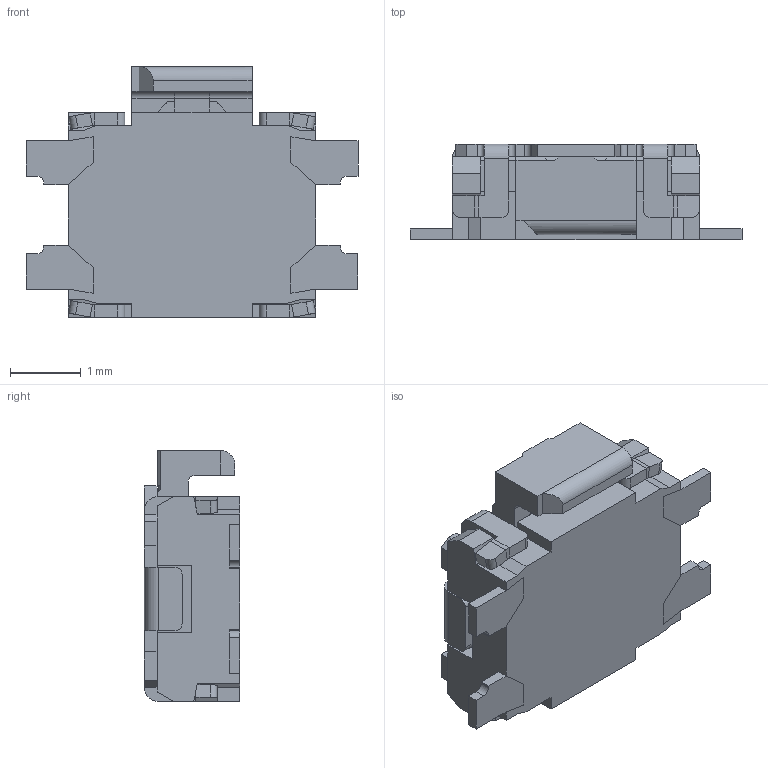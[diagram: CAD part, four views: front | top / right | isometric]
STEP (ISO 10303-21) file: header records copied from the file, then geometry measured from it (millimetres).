
FILE_DESCRIPTION (( 'STEP AP214' ), '1' );
FILE_NAME ('EVQ-P7J01P.STEP', '2021-01-03T21:30:38', ( '' ), ( '' ), 'SwSTEP 2.0', 'SolidWorks 2017', '' );
FILE_SCHEMA (( 'AUTOMOTIVE_DESIGN' ));
Length unit declared in the file: millimetre
Products named in the file (2): EVQ-P7J01P
Assembly tree (1 placements, depth 2):
  EVQ-P7J01P
    EVQ-P7J01P
Bounding box: 4.7 x 1.35 x 3.55 mm (x, y, z)
Volume: 12.9 mm3; surface area: 80.5 mm2
Topology: 7 solids, 7 shells, 317 faces, 859 edges, 557 vertices
Faces by surface type: plane 257, cylinder 60
Entity records: 9940 total; most frequent: CARTESIAN_POINT 1740, ORIENTED_EDGE 1718, DIRECTION 1619, EDGE_CURVE 859, LINE 739, VECTOR 739, VERTEX_POINT 557, AXIS2_PLACEMENT_3D 440
